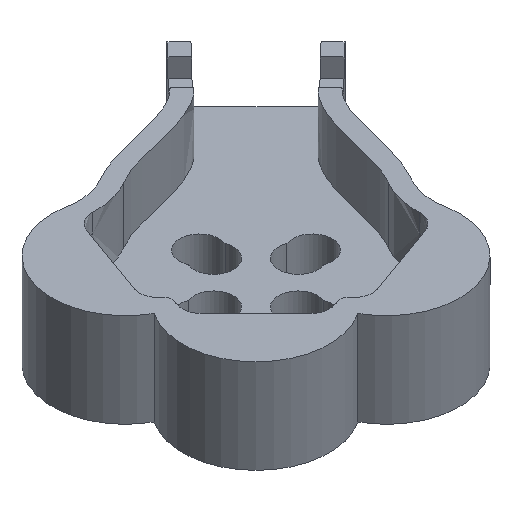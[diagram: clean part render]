
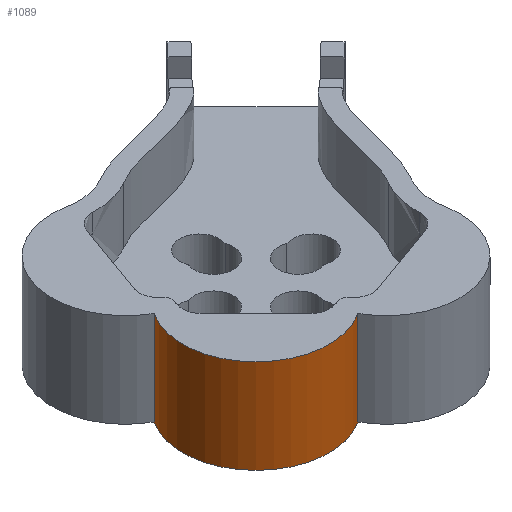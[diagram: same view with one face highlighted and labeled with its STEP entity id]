
A CAD part, isometric view. The second image highlights one B-rep face of the part: STEP entity #1089.
In plain terms, the highlighted cylindrical face has radius 7.8 mm (diameter 15.6 mm), a partial arc.
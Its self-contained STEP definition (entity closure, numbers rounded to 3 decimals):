
#51=CYLINDRICAL_SURFACE('',#1196,7.8);
#105=FACE_OUTER_BOUND('',#167,.T.);
#167=EDGE_LOOP('',(#913,#914,#915,#916));
#188=CIRCLE('',#1121,7.8);
#226=CIRCLE('',#1187,7.8);
#325=LINE('',#2010,#413);
#326=LINE('',#2012,#414);
#413=VECTOR('',#1437,10.);
#414=VECTOR('',#1440,10.);
#433=VERTEX_POINT('',#1500);
#434=VERTEX_POINT('',#1502);
#514=VERTEX_POINT('',#1861);
#515=VERTEX_POINT('',#1863);
#539=EDGE_CURVE('',#433,#434,#188,.T.);
#646=EDGE_CURVE('',#514,#515,#226,.T.);
#676=EDGE_CURVE('',#433,#515,#325,.T.);
#677=EDGE_CURVE('',#434,#514,#326,.T.);
#913=ORIENTED_EDGE('',*,*,#677,.F.);
#914=ORIENTED_EDGE('',*,*,#539,.F.);
#915=ORIENTED_EDGE('',*,*,#676,.T.);
#916=ORIENTED_EDGE('',*,*,#646,.F.);
#1089=ADVANCED_FACE('',(#105),#51,.T.);
#1121=AXIS2_PLACEMENT_3D('',#1503,#1216,#1217);
#1187=AXIS2_PLACEMENT_3D('',#1864,#1399,#1400);
#1196=AXIS2_PLACEMENT_3D('',#2011,#1438,#1439);
#1216=DIRECTION('center_axis',(0.,0.,-1.));
#1217=DIRECTION('ref_axis',(-0.829,0.559,0.));
#1399=DIRECTION('center_axis',(0.,0.,1.));
#1400=DIRECTION('ref_axis',(-0.829,0.559,0.));
#1437=DIRECTION('',(0.,0.,1.));
#1438=DIRECTION('center_axis',(0.,0.,-1.));
#1439=DIRECTION('ref_axis',(-0.829,0.559,0.));
#1440=DIRECTION('',(0.,0.,1.));
#1500=CARTESIAN_POINT('',(-68.42,-79.247,-4.));
#1502=CARTESIAN_POINT('',(-79.247,-68.42,-4.));
#1503=CARTESIAN_POINT('Origin',(-72.778,-72.778,-4.));
#1861=CARTESIAN_POINT('',(-79.247,-68.42,6.));
#1863=CARTESIAN_POINT('',(-68.42,-79.247,6.));
#1864=CARTESIAN_POINT('Origin',(-72.778,-72.778,6.));
#2010=CARTESIAN_POINT('',(-68.42,-79.247,4.));
#2011=CARTESIAN_POINT('Origin',(-72.778,-72.778,4.));
#2012=CARTESIAN_POINT('',(-79.247,-68.42,4.));
